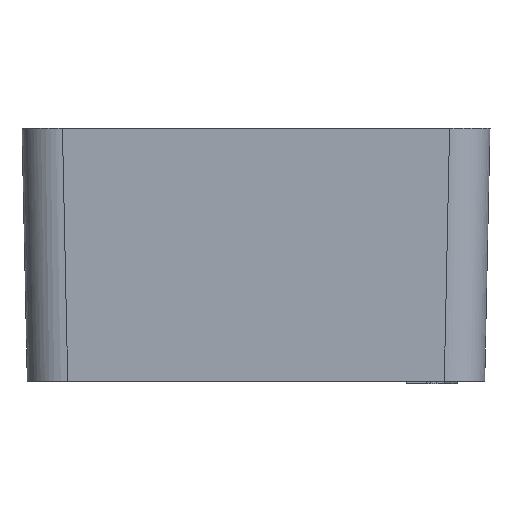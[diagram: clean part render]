
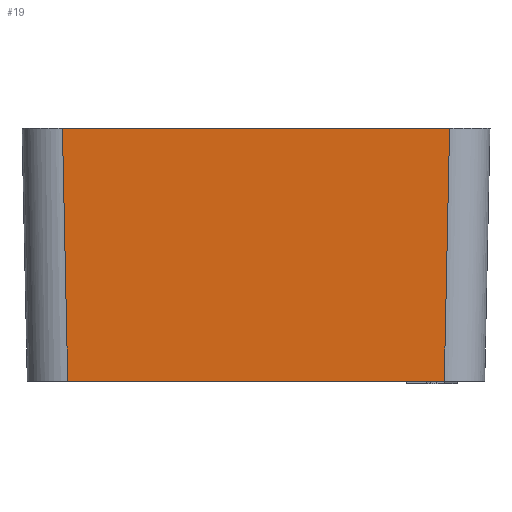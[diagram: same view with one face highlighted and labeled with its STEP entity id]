
A CAD part, left-side view. The second image highlights one B-rep face of the part: STEP entity #19.
In plain terms, the highlighted planar face has unit normal (-1, 0, -0.021).
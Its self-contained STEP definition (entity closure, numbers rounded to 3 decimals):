
#19=ADVANCED_FACE('',(#322),#4679,.T.);
#322=FACE_OUTER_BOUND('',#609,.T.);
#609=EDGE_LOOP('',(#962,#963,#964,#965));
#962=ORIENTED_EDGE('',*,*,#2528,.T.);
#963=ORIENTED_EDGE('',*,*,#2524,.T.);
#964=ORIENTED_EDGE('',*,*,#2523,.T.);
#965=ORIENTED_EDGE('',*,*,#2525,.F.);
#2523=EDGE_CURVE('',#4110,#4125,#4089,.T.);
#2524=EDGE_CURVE('',#4126,#4110,#3317,.T.);
#2525=EDGE_CURVE('',#4127,#4125,#3318,.T.);
#2528=EDGE_CURVE('',#4127,#4126,#4090,.T.);
#3317=B_SPLINE_CURVE_WITH_KNOTS('',1,(#7320,#7321),.UNSPECIFIED.,.F.,.F.,
(2,2),(-38.3,0.),.UNSPECIFIED.);
#3318=B_SPLINE_CURVE_WITH_KNOTS('',1,(#7322,#7323),.UNSPECIFIED.,.F.,.F.,
(2,2),(8.041,45.293),.UNSPECIFIED.);
#4089=(
BOUNDED_CURVE()
B_SPLINE_CURVE(1,(#7318,#7319),.UNSPECIFIED.,.F.,.F.)
B_SPLINE_CURVE_WITH_KNOTS((2,2),(-23.052,-0.921),
 .UNSPECIFIED.)
CURVE()
GEOMETRIC_REPRESENTATION_ITEM()
RATIONAL_B_SPLINE_CURVE((1.,1.))
REPRESENTATION_ITEM('')
);
#4090=(
BOUNDED_CURVE()
B_SPLINE_CURVE(1,(#7337,#7338),.UNSPECIFIED.,.F.,.F.)
B_SPLINE_CURVE_WITH_KNOTS((2,2),(0.921,23.052),
 .UNSPECIFIED.)
CURVE()
GEOMETRIC_REPRESENTATION_ITEM()
RATIONAL_B_SPLINE_CURVE((1.,1.))
REPRESENTATION_ITEM('')
);
#4110=VERTEX_POINT('',#6716);
#4125=VERTEX_POINT('',#6731);
#4126=VERTEX_POINT('',#6732);
#4127=VERTEX_POINT('',#6733);
#4679=PLANE('',#5021);
#5021=AXIS2_PLACEMENT_3D('',#5559,#5278,$);
#5278=DIRECTION('',(-1.,0.,-0.021));
#5559=CARTESIAN_POINT('',(-22.996,22.224,4.611));
#6716=CARTESIAN_POINT('',(-22.899,66.336,0.));
#6731=CARTESIAN_POINT('',(-22.375,65.812,-25.));
#6732=CARTESIAN_POINT('',(-22.899,28.036,0.));
#6733=CARTESIAN_POINT('',(-22.375,28.56,-25.));
#7318=CARTESIAN_POINT('',(-22.899,66.336,0.));
#7319=CARTESIAN_POINT('',(-22.375,65.812,-25.));
#7320=CARTESIAN_POINT('',(-22.899,28.036,0.));
#7321=CARTESIAN_POINT('',(-22.899,66.336,0.));
#7322=CARTESIAN_POINT('',(-22.375,28.56,-25.));
#7323=CARTESIAN_POINT('',(-22.375,65.812,-25.));
#7337=CARTESIAN_POINT('',(-22.375,28.56,-25.));
#7338=CARTESIAN_POINT('',(-22.899,28.036,0.));
